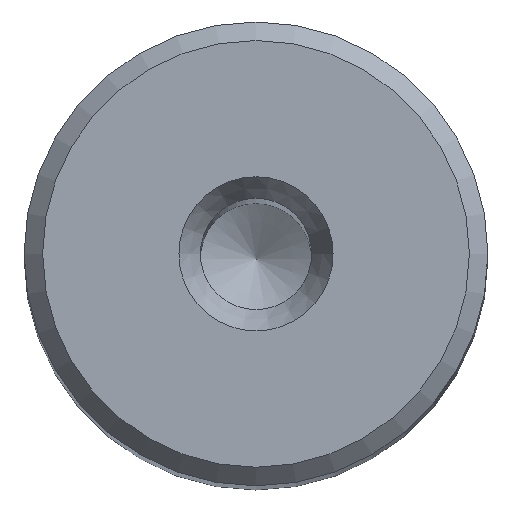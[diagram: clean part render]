
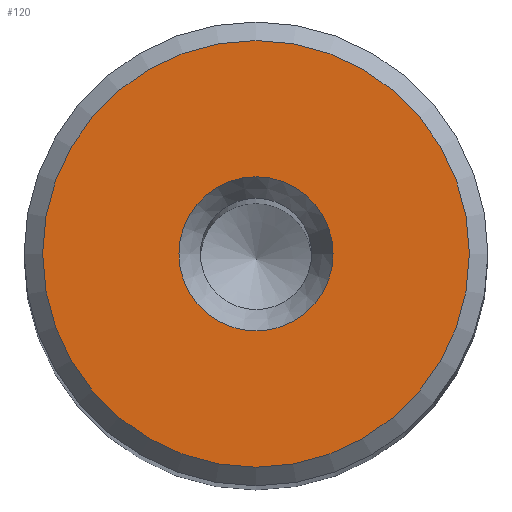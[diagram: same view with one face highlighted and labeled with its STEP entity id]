
A CAD part, top view. The second image highlights one B-rep face of the part: STEP entity #120.
In plain terms, the highlighted planar face has unit normal (0, 0, 1).
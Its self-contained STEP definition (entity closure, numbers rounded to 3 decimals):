
#43=PLANE('',#846);
#120=ADVANCED_FACE('',(#337,#338),#43,.F.);
#337=FACE_BOUND('',#459,.T.);
#338=FACE_BOUND('',#460,.T.);
#459=EDGE_LOOP('',(#579));
#460=EDGE_LOOP('',(#580));
#579=ORIENTED_EDGE('',*,*,#719,.T.);
#580=ORIENTED_EDGE('',*,*,#720,.F.);
#657=VERTEX_POINT('',#1485);
#658=VERTEX_POINT('',#1487);
#719=EDGE_CURVE('',#657,#657,#779,.T.);
#720=EDGE_CURVE('',#658,#658,#780,.T.);
#779=CIRCLE('',#844,11.5);
#780=CIRCLE('',#845,4.155);
#844=AXIS2_PLACEMENT_3D('',#1484,#1013,#1014);
#845=AXIS2_PLACEMENT_3D('',#1486,#1015,#1016);
#846=AXIS2_PLACEMENT_3D('',#1488,#1017,#1018);
#1013=DIRECTION('',(0.,0.,1.));
#1014=DIRECTION('',(-1.,0.,0.));
#1015=DIRECTION('',(0.,0.,1.));
#1016=DIRECTION('',(1.,0.,0.));
#1017=DIRECTION('',(0.,0.,-1.));
#1018=DIRECTION('',(-1.,0.,0.));
#1484=CARTESIAN_POINT('',(0.,0.,130.));
#1485=CARTESIAN_POINT('',(-11.5,0.,130.));
#1486=CARTESIAN_POINT('',(0.,0.,130.));
#1487=CARTESIAN_POINT('',(4.155,0.,130.));
#1488=CARTESIAN_POINT('',(12.5,0.,130.));
